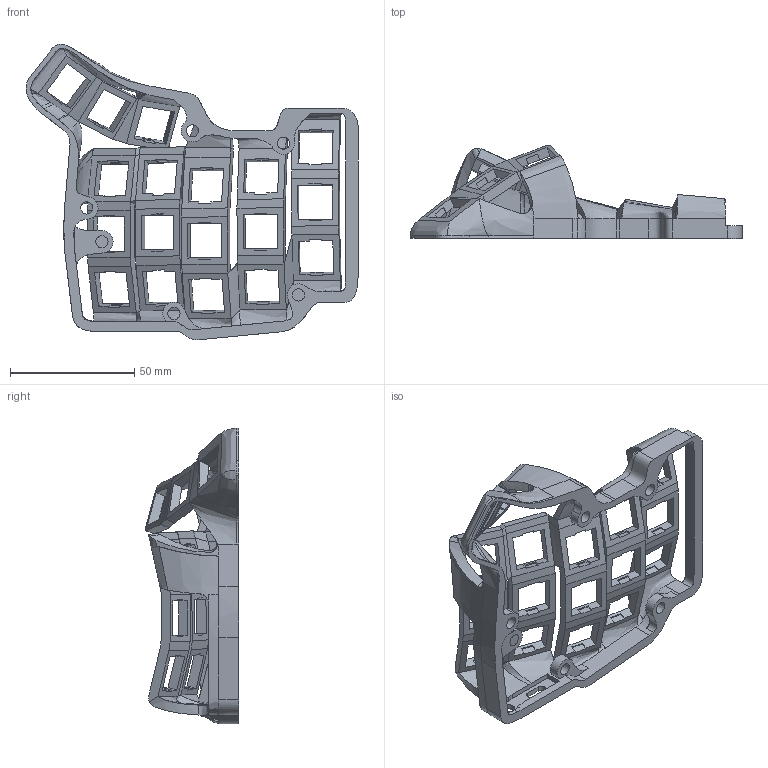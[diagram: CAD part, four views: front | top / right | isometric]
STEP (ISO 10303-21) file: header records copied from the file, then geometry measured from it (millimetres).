
FILE_DESCRIPTION(/* description */ (''),/* implementation_level */ '2;1');
FILE_NAME(/* name */ 'Skeletyl_v2 v6.step',/* time_stamp */ '2021-02-13T15:27:02+01:00',/* author */ (''),/* organization */ (''),/* preprocessor_version */ 'ST-DEVELOPER v18.1',/* originating_system */ 'Autodesk Translation Framework v9.7.1.1290',/* authorisation */ '');
FILE_SCHEMA (('AUTOMOTIVE_DESIGN { 1 0 10303 214 3 1 1 }'));
Length unit declared in the file: millimetre
Products named in the file (1): Skeletyl_v2
Bounding box: 133.47 x 37.42 x 118.84 mm (x, y, z)
Volume: 41539.6 mm3; surface area: 33966.9 mm2
Topology: 1 solids, 1 shells, 537 faces, 1548 edges, 992 vertices
Faces by surface type: plane 351, bspline 168, cylinder 18
Full cylindrical faces by diameter (mm): 4.9 x6, 4.95 x1
Entity records: 23616 total; most frequent: CARTESIAN_POINT 10823, ORIENTED_EDGE 3092, DIRECTION 1933, EDGE_CURVE 1546, LINE 1113, VECTOR 1113, VERTEX_POINT 992, EDGE_LOOP 588
